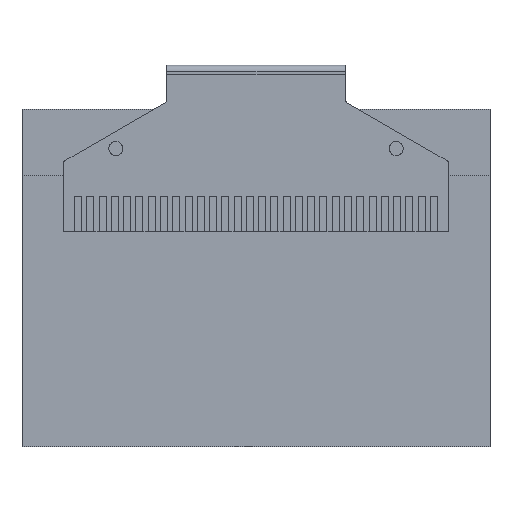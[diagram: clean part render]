
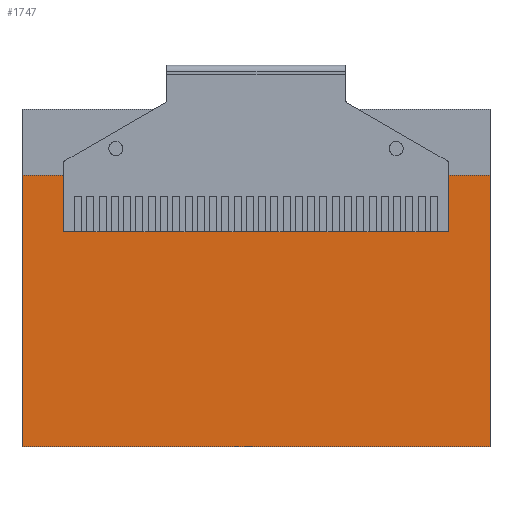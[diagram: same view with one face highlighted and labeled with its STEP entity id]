
A CAD part, front view. The second image highlights one B-rep face of the part: STEP entity #1747.
In plain terms, the highlighted planar face has unit normal (0, -1, 0).
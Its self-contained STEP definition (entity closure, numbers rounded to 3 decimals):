
#757 = CARTESIAN_POINT ( 'NONE',  ( 13.35, 0., 7.75 ) ) ;
#811 = ORIENTED_EDGE ( 'NONE', *, *, #13132, .T. ) ;
#835 = CARTESIAN_POINT ( 'NONE',  ( 26.7, 0., 7.75 ) ) ;
#934 = CARTESIAN_POINT ( 'NONE',  ( 26.7, 0., 15.5 ) ) ;
#1747 = ADVANCED_FACE ( 'NONE', ( #6651 ), #13889, .F. ) ;
#1944 = VERTEX_POINT ( 'NONE', #5505 ) ;
#2267 = DIRECTION ( 'NONE',  ( 0., 0., -1. ) ) ;
#2270 = EDGE_LOOP ( 'NONE', ( #7584, #811, #14790, #2956 ) ) ;
#2620 = CARTESIAN_POINT ( 'NONE',  ( 0., 0., 0. ) ) ;
#2683 = VECTOR ( 'NONE', #8992, 1000. ) ;
#2956 = ORIENTED_EDGE ( 'NONE', *, *, #10866, .T. ) ;
#2987 = DIRECTION ( 'NONE',  ( 0., 0., 1. ) ) ;
#3128 = DIRECTION ( 'NONE',  ( 0., 0., 1. ) ) ;
#4581 = VERTEX_POINT ( 'NONE', #2620 ) ;
#5341 = DIRECTION ( 'NONE',  ( 1., 0., 0. ) ) ;
#5505 = CARTESIAN_POINT ( 'NONE',  ( 0., 0., 15.5 ) ) ;
#5581 = LINE ( 'NONE', #13946, #8996 ) ;
#5777 = VECTOR ( 'NONE', #2267, 1000. ) ;
#6651 = FACE_OUTER_BOUND ( 'NONE', #2270, .T. ) ;
#6656 = AXIS2_PLACEMENT_3D ( 'NONE', #757, #6810, #3128 ) ;
#6810 = DIRECTION ( 'NONE',  ( 0., 1., 0. ) ) ;
#7015 = EDGE_CURVE ( 'NONE', #1944, #4581, #8272, .T. ) ;
#7128 = EDGE_CURVE ( 'NONE', #12139, #8386, #14879, .T. ) ;
#7582 = VECTOR ( 'NONE', #2987, 1000. ) ;
#7584 = ORIENTED_EDGE ( 'NONE', *, *, #7015, .T. ) ;
#8272 = LINE ( 'NONE', #13051, #5777 ) ;
#8386 = VERTEX_POINT ( 'NONE', #934 ) ;
#8992 = DIRECTION ( 'NONE',  ( -1., 0., 0. ) ) ;
#8996 = VECTOR ( 'NONE', #5341, 1000. ) ;
#10026 = CARTESIAN_POINT ( 'NONE',  ( 13.35, 0., 15.5 ) ) ;
#10866 = EDGE_CURVE ( 'NONE', #8386, #1944, #12581, .T. ) ;
#12139 = VERTEX_POINT ( 'NONE', #13179 ) ;
#12581 = LINE ( 'NONE', #10026, #2683 ) ;
#13051 = CARTESIAN_POINT ( 'NONE',  ( 0., 0., 7.75 ) ) ;
#13132 = EDGE_CURVE ( 'NONE', #4581, #12139, #5581, .T. ) ;
#13179 = CARTESIAN_POINT ( 'NONE',  ( 26.7, 0., 0. ) ) ;
#13889 = PLANE ( 'NONE',  #6656 ) ;
#13946 = CARTESIAN_POINT ( 'NONE',  ( 13.35, 0., 0. ) ) ;
#14790 = ORIENTED_EDGE ( 'NONE', *, *, #7128, .T. ) ;
#14879 = LINE ( 'NONE', #835, #7582 ) ;
